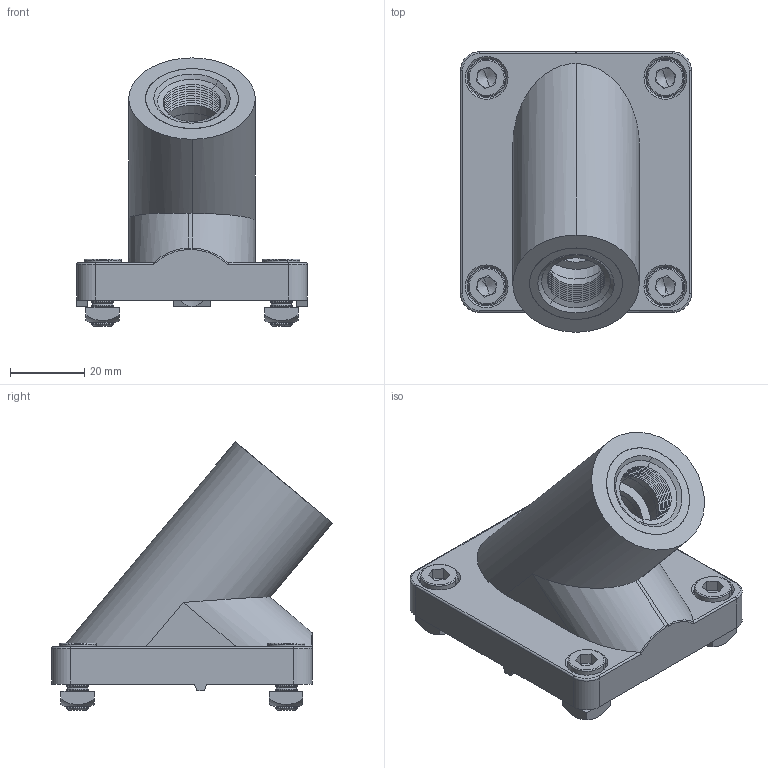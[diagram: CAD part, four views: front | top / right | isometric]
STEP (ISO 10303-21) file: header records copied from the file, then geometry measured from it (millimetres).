
FILE_DESCRIPTION (( 'STEP AP214' ), '1' );
FILE_NAME ('SIC-M231.012.045.STEP', '2019-02-19T12:53:36', ( '' ), ( '' ), 'SwSTEP 2.0', 'SolidWorks 2018', '' );
FILE_SCHEMA (( 'AUTOMOTIVE_DESIGN' ));
Length unit declared in the file: millimetre
Products named in the file (1): SIC-M231.012.045
Bounding box: 62 x 75.39 x 72.03 mm (x, y, z)
Volume: 70969.8 mm3; surface area: 33797.3 mm2
Topology: 12 solids, 12 shells, 620 faces, 1522 edges, 936 vertices
Faces by surface type: cone 223, cylinder 199, plane 160, torus 28, sphere 8, bspline 2
Entity records: 25962 total; most frequent: CARTESIAN_POINT 3842, DIRECTION 3493, ORIENTED_EDGE 3028, EDGE_CURVE 1514, AXIS2_PLACEMENT_3D 1404, VERTEX_POINT 936, CIRCLE 785, LINE 685
